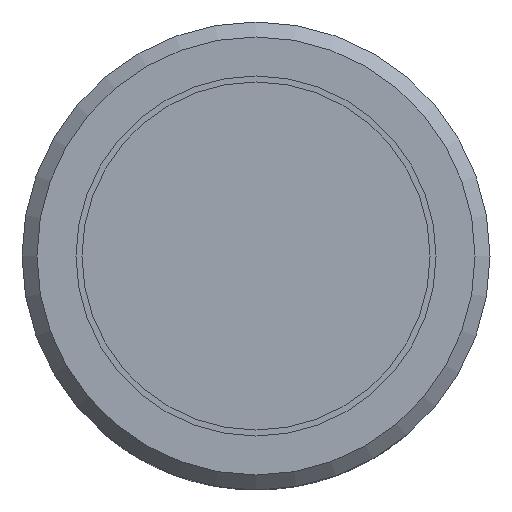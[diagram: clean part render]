
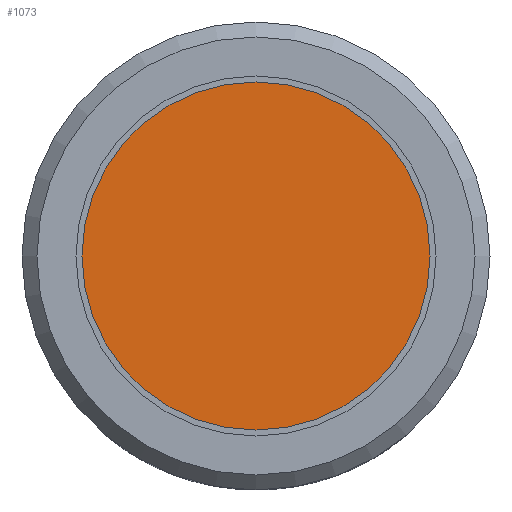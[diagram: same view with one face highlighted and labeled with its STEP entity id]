
A CAD part, left-side view. The second image highlights one B-rep face of the part: STEP entity #1073.
In plain terms, the highlighted planar face has unit normal (-1, 0, 0).
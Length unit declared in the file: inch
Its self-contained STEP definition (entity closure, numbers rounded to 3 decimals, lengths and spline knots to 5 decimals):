
#22 = CARTESIAN_POINT ( 'NONE',  ( 0.558, 0., 0. ) ) ;
#282 = CARTESIAN_POINT ( 'NONE',  ( 0.558, 0., 0. ) ) ;
#546 = EDGE_CURVE ( 'NONE', #2691, #2691, #1997, .T. ) ;
#1073 = ADVANCED_FACE ( 'NONE', ( #1156 ), #2901, .F. ) ;
#1156 = FACE_OUTER_BOUND ( 'NONE', #2267, .T. ) ;
#1162 = ORIENTED_EDGE ( 'NONE', *, *, #546, .T. ) ;
#1273 = DIRECTION ( 'NONE',  ( 0., 0., 1. ) ) ;
#1610 = DIRECTION ( 'NONE',  ( 0., 0., -1. ) ) ;
#1997 = CIRCLE ( 'NONE', #2308, 0.058 ) ;
#2243 = AXIS2_PLACEMENT_3D ( 'NONE', #22, #2657, #1610 ) ;
#2267 = EDGE_LOOP ( 'NONE', ( #1162 ) ) ;
#2308 = AXIS2_PLACEMENT_3D ( 'NONE', #282, #2869, #1273 ) ;
#2657 = DIRECTION ( 'NONE',  ( 1., 0., 0. ) ) ;
#2691 = VERTEX_POINT ( 'NONE', #2926 ) ;
#2869 = DIRECTION ( 'NONE',  ( -1., 0., 0. ) ) ;
#2901 = PLANE ( 'NONE',  #2243 ) ;
#2926 = CARTESIAN_POINT ( 'NONE',  ( 0.558, 0., 0.058 ) ) ;
